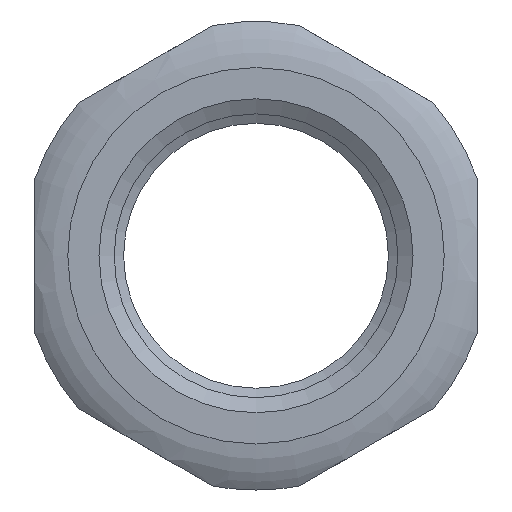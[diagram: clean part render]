
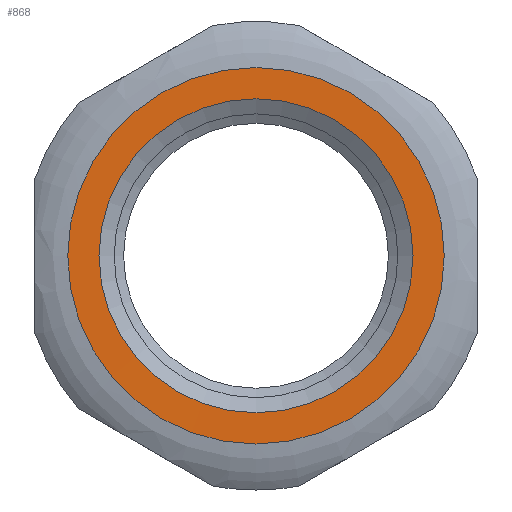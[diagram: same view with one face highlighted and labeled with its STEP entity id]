
A CAD part, left-side view. The second image highlights one B-rep face of the part: STEP entity #868.
In plain terms, the highlighted conical face has half-angle 89.859 degrees and reference radius 11.498 mm.
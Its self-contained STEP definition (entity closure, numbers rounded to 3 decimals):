
#26 = EDGE_LOOP ( 'NONE', ( #912 ) ) ;
#49 = EDGE_LOOP ( 'NONE', ( #723 ) ) ;
#54 = FACE_OUTER_BOUND ( 'NONE', #49, .T. ) ;
#167 = DIRECTION ( 'NONE',  ( 1., 0., 0. ) ) ;
#235 = CONICAL_SURFACE ( 'NONE', #369, 11.498, 1.568 ) ;
#275 = DIRECTION ( 'NONE',  ( 0., 0., 1. ) ) ;
#299 = DIRECTION ( 'NONE',  ( 0., 0., -1. ) ) ;
#306 = CARTESIAN_POINT ( 'NONE',  ( -0.005, 0., 0. ) ) ;
#311 = EDGE_CURVE ( 'NONE', #692, #692, #954, .T. ) ;
#369 = AXIS2_PLACEMENT_3D ( 'NONE', #802, #952, #275 ) ;
#448 = AXIS2_PLACEMENT_3D ( 'NONE', #860, #616, #549 ) ;
#549 = DIRECTION ( 'NONE',  ( 0., 0., -1. ) ) ;
#569 = FACE_BOUND ( 'NONE', #26, .T. ) ;
#592 = CIRCLE ( 'NONE', #448, 9.59 ) ;
#616 = DIRECTION ( 'NONE',  ( 1., 0., 0. ) ) ;
#633 = AXIS2_PLACEMENT_3D ( 'NONE', #306, #167, #299 ) ;
#689 = CARTESIAN_POINT ( 'NONE',  ( -0.005, 0., -11.498 ) ) ;
#692 = VERTEX_POINT ( 'NONE', #689 ) ;
#723 = ORIENTED_EDGE ( 'NONE', *, *, #311, .F. ) ;
#787 = VERTEX_POINT ( 'NONE', #957 ) ;
#802 = CARTESIAN_POINT ( 'NONE',  ( -0.005, 0., 0. ) ) ;
#860 = CARTESIAN_POINT ( 'NONE',  ( 0., 0., 0. ) ) ;
#868 = ADVANCED_FACE ( 'NONE', ( #569, #54 ), #235, .F. ) ;
#905 = EDGE_CURVE ( 'NONE', #787, #787, #592, .T. ) ;
#912 = ORIENTED_EDGE ( 'NONE', *, *, #905, .T. ) ;
#952 = DIRECTION ( 'NONE',  ( -1., 0., 0. ) ) ;
#954 = CIRCLE ( 'NONE', #633, 11.498 ) ;
#957 = CARTESIAN_POINT ( 'NONE',  ( 0., 0., -9.59 ) ) ;
